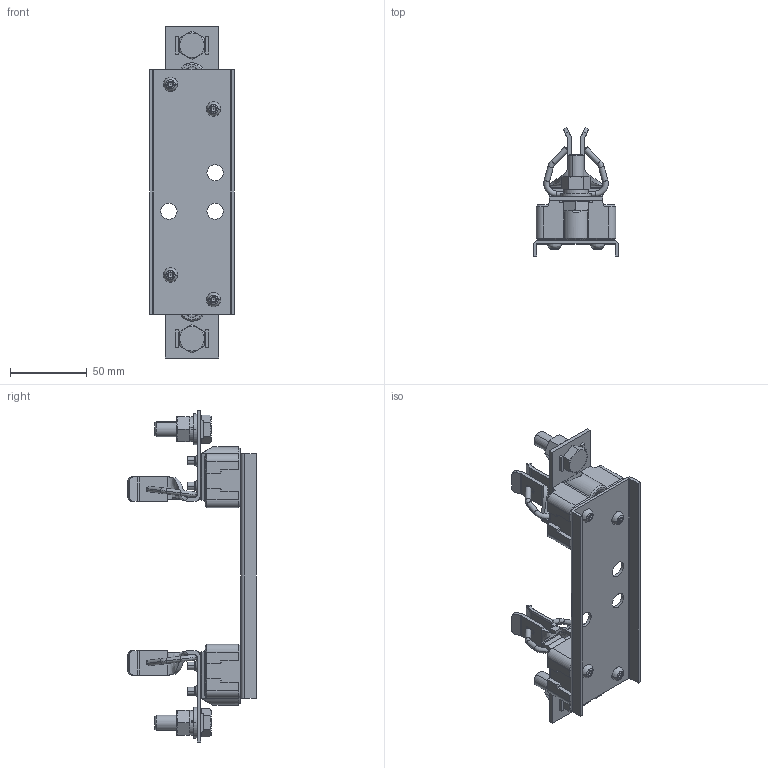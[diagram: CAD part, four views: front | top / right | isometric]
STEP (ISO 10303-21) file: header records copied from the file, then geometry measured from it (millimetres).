
FILE_DESCRIPTION((''),'2;1');
FILE_NAME('PK1-100_004123400_ASM','2023-10-24T08:30:04',('klemen.sitar'),('Audax d.o.o.'),'CREO PARAMETRIC BY PTC INC, 2021304','CREO PARAMETRIC BY PTC INC, 2021304','');
FILE_SCHEMA(('AP242_MANAGED_MODEL_BASED_3D_ENGINEERING_MIM_LF { 1 0 10303 442 1 1 4 }'));
Length unit declared in the file: millimetre
Products named in the file (13): 0000049081_1; 0000038637_1; 0000038447_1; 0000038645_AF0_1; 0000038645_AF1_1; 0000032606_1; 0000044574_1; 0000032607_1; 0000032604_1; 0000032603_1; 0000032605_1; PRT0002; PK1-100_004123400_ASM
Assembly tree (24 placements, depth 2):
  PK1-100_004123400_ASM
    0000049081_1
    0000038637_1  x2
    0000038447_1  x2
    0000038645_AF0_1
    0000038645_AF1_1
    0000032606_1  x4
    0000044574_1  x4
    0000032607_1  x2
    0000032604_1  x2
    0000032603_1  x2
    0000032605_1  x2
    PRT0002
Bounding box: 55 x 83.6 x 216 mm (x, y, z)
Volume: 129271.8 mm3; surface area: 76340.4 mm2
Topology: 26 solids, 44 shells, 1013 faces, 2558 edges, 1624 vertices
Faces by surface type: plane 501, cylinder 272, cone 150, torus 44, bspline 30, sphere 16
Entity records: 35687 total; most frequent: CARTESIAN_POINT 13841, DIRECTION 2709, ORIENTED_EDGE 2530, PRESENTATION_STYLE_ASSIGNMENT 1818, STYLED_ITEM 1818, CURVE_STYLE 1281, EDGE_CURVE 1281, AXIS2_PLACEMENT_3D 992
